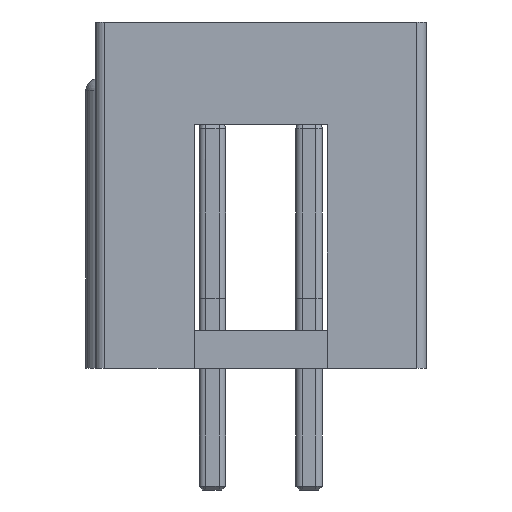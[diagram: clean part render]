
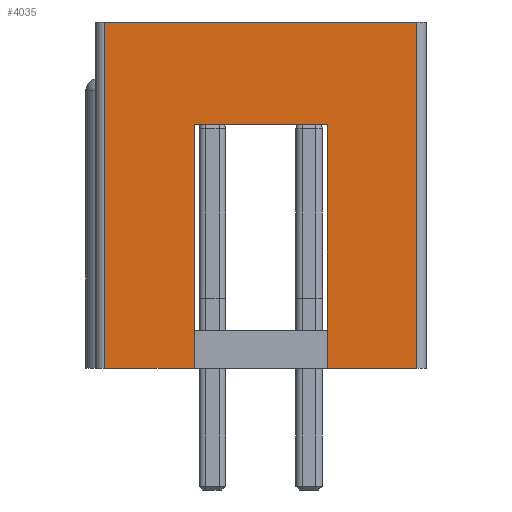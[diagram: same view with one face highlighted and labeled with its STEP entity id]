
A CAD part, left-side view. The second image highlights one B-rep face of the part: STEP entity #4035.
In plain terms, the highlighted planar face has unit normal (-1, 0, 0).
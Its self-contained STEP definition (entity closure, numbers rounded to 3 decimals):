
#69 = PLANE('',#70);
#70 = AXIS2_PLACEMENT_3D('',#71,#72,#73);
#71 = CARTESIAN_POINT('',(0.,0.,0.));
#72 = DIRECTION('',(0.,0.,1.));
#73 = DIRECTION('',(1.,0.,-0.));
#122 = VERTEX_POINT('',#123);
#123 = CARTESIAN_POINT('',(-11.61,4.1,0.));
#138 = CYLINDRICAL_SURFACE('',#139,0.25);
#139 = AXIS2_PLACEMENT_3D('',#140,#141,#142);
#140 = CARTESIAN_POINT('',(-11.36,4.1,0.));
#141 = DIRECTION('',(0.,0.,1.));
#142 = DIRECTION('',(-0.,1.,0.));
#150 = EDGE_CURVE('',#122,#151,#153,.T.);
#151 = VERTEX_POINT('',#152);
#152 = CARTESIAN_POINT('',(-11.61,1.75,0.));
#153 = SURFACE_CURVE('',#154,(#158,#165),.PCURVE_S1.);
#154 = LINE('',#155,#156);
#155 = CARTESIAN_POINT('',(-11.61,4.35,0.));
#156 = VECTOR('',#157,1.);
#157 = DIRECTION('',(0.,-1.,0.));
#158 = PCURVE('',#69,#159);
#159 = DEFINITIONAL_REPRESENTATION('',(#160),#164);
#160 = LINE('',#161,#162);
#161 = CARTESIAN_POINT('',(-11.61,4.35));
#162 = VECTOR('',#163,1.);
#163 = DIRECTION('',(0.,-1.));
#164 = ( GEOMETRIC_REPRESENTATION_CONTEXT(2) 
PARAMETRIC_REPRESENTATION_CONTEXT() REPRESENTATION_CONTEXT('2D SPACE',''
  ) );
#165 = PCURVE('',#166,#171);
#166 = PLANE('',#167);
#167 = AXIS2_PLACEMENT_3D('',#168,#169,#170);
#168 = CARTESIAN_POINT('',(-11.61,4.35,0.));
#169 = DIRECTION('',(1.,0.,-0.));
#170 = DIRECTION('',(0.,-1.,0.));
#171 = DEFINITIONAL_REPRESENTATION('',(#172),#176);
#172 = LINE('',#173,#174);
#173 = CARTESIAN_POINT('',(0.,0.));
#174 = VECTOR('',#175,1.);
#175 = DIRECTION('',(1.,0.));
#176 = ( GEOMETRIC_REPRESENTATION_CONTEXT(2) 
PARAMETRIC_REPRESENTATION_CONTEXT() REPRESENTATION_CONTEXT('2D SPACE',''
  ) );
#194 = PLANE('',#195);
#195 = AXIS2_PLACEMENT_3D('',#196,#197,#198);
#196 = CARTESIAN_POINT('',(-10.61,1.75,0.));
#197 = DIRECTION('',(0.,-1.,0.));
#198 = DIRECTION('',(-1.,0.,0.));
#235 = VERTEX_POINT('',#236);
#236 = CARTESIAN_POINT('',(-11.61,-1.75,0.));
#250 = PLANE('',#251);
#251 = AXIS2_PLACEMENT_3D('',#252,#253,#254);
#252 = CARTESIAN_POINT('',(-11.61,-1.75,0.));
#253 = DIRECTION('',(0.,1.,0.));
#254 = DIRECTION('',(1.,0.,0.));
#262 = EDGE_CURVE('',#235,#263,#265,.T.);
#263 = VERTEX_POINT('',#264);
#264 = CARTESIAN_POINT('',(-11.61,-4.1,0.));
#265 = SURFACE_CURVE('',#266,(#270,#277),.PCURVE_S1.);
#266 = LINE('',#267,#268);
#267 = CARTESIAN_POINT('',(-11.61,4.35,0.));
#268 = VECTOR('',#269,1.);
#269 = DIRECTION('',(0.,-1.,0.));
#270 = PCURVE('',#69,#271);
#271 = DEFINITIONAL_REPRESENTATION('',(#272),#276);
#272 = LINE('',#273,#274);
#273 = CARTESIAN_POINT('',(-11.61,4.35));
#274 = VECTOR('',#275,1.);
#275 = DIRECTION('',(0.,-1.));
#276 = ( GEOMETRIC_REPRESENTATION_CONTEXT(2) 
PARAMETRIC_REPRESENTATION_CONTEXT() REPRESENTATION_CONTEXT('2D SPACE',''
  ) );
#277 = PCURVE('',#166,#278);
#278 = DEFINITIONAL_REPRESENTATION('',(#279),#283);
#279 = LINE('',#280,#281);
#280 = CARTESIAN_POINT('',(0.,0.));
#281 = VECTOR('',#282,1.);
#282 = DIRECTION('',(1.,0.));
#283 = ( GEOMETRIC_REPRESENTATION_CONTEXT(2) 
PARAMETRIC_REPRESENTATION_CONTEXT() REPRESENTATION_CONTEXT('2D SPACE',''
  ) );
#306 = CYLINDRICAL_SURFACE('',#307,0.25);
#307 = AXIS2_PLACEMENT_3D('',#308,#309,#310);
#308 = CARTESIAN_POINT('',(-11.36,-4.1,0.));
#309 = DIRECTION('',(0.,0.,1.));
#310 = DIRECTION('',(0.,-1.,0.));
#3399 = PLANE('',#3400);
#3400 = AXIS2_PLACEMENT_3D('',#3401,#3402,#3403);
#3401 = CARTESIAN_POINT('',(0.,0.,9.1));
#3402 = DIRECTION('',(0.,0.,1.));
#3403 = DIRECTION('',(1.,0.,-0.));
#3990 = EDGE_CURVE('',#122,#3991,#3993,.T.);
#3991 = VERTEX_POINT('',#3992);
#3992 = CARTESIAN_POINT('',(-11.61,4.1,9.1));
#3993 = SURFACE_CURVE('',#3994,(#3998,#4005),.PCURVE_S1.);
#3994 = LINE('',#3995,#3996);
#3995 = CARTESIAN_POINT('',(-11.61,4.1,0.));
#3996 = VECTOR('',#3997,1.);
#3997 = DIRECTION('',(0.,0.,1.));
#3998 = PCURVE('',#138,#3999);
#3999 = DEFINITIONAL_REPRESENTATION('',(#4000),#4004);
#4000 = LINE('',#4001,#4002);
#4001 = CARTESIAN_POINT('',(1.571,0.));
#4002 = VECTOR('',#4003,1.);
#4003 = DIRECTION('',(0.,1.));
#4004 = ( GEOMETRIC_REPRESENTATION_CONTEXT(2) 
PARAMETRIC_REPRESENTATION_CONTEXT() REPRESENTATION_CONTEXT('2D SPACE',''
  ) );
#4005 = PCURVE('',#166,#4006);
#4006 = DEFINITIONAL_REPRESENTATION('',(#4007),#4011);
#4007 = LINE('',#4008,#4009);
#4008 = CARTESIAN_POINT('',(0.25,0.));
#4009 = VECTOR('',#4010,1.);
#4010 = DIRECTION('',(0.,-1.));
#4011 = ( GEOMETRIC_REPRESENTATION_CONTEXT(2) 
PARAMETRIC_REPRESENTATION_CONTEXT() REPRESENTATION_CONTEXT('2D SPACE',''
  ) );
#4035 = ADVANCED_FACE('',(#4036),#166,.F.);
#4036 = FACE_BOUND('',#4037,.F.);
#4037 = EDGE_LOOP('',(#4038,#4039,#4040,#4063,#4084,#4085,#4108,#4136));
#4038 = ORIENTED_EDGE('',*,*,#150,.F.);
#4039 = ORIENTED_EDGE('',*,*,#3990,.T.);
#4040 = ORIENTED_EDGE('',*,*,#4041,.T.);
#4041 = EDGE_CURVE('',#3991,#4042,#4044,.T.);
#4042 = VERTEX_POINT('',#4043);
#4043 = CARTESIAN_POINT('',(-11.61,-4.1,9.1));
#4044 = SURFACE_CURVE('',#4045,(#4049,#4056),.PCURVE_S1.);
#4045 = LINE('',#4046,#4047);
#4046 = CARTESIAN_POINT('',(-11.61,4.35,9.1));
#4047 = VECTOR('',#4048,1.);
#4048 = DIRECTION('',(0.,-1.,0.));
#4049 = PCURVE('',#166,#4050);
#4050 = DEFINITIONAL_REPRESENTATION('',(#4051),#4055);
#4051 = LINE('',#4052,#4053);
#4052 = CARTESIAN_POINT('',(0.,-9.1));
#4053 = VECTOR('',#4054,1.);
#4054 = DIRECTION('',(1.,0.));
#4055 = ( GEOMETRIC_REPRESENTATION_CONTEXT(2) 
PARAMETRIC_REPRESENTATION_CONTEXT() REPRESENTATION_CONTEXT('2D SPACE',''
  ) );
#4056 = PCURVE('',#3399,#4057);
#4057 = DEFINITIONAL_REPRESENTATION('',(#4058),#4062);
#4058 = LINE('',#4059,#4060);
#4059 = CARTESIAN_POINT('',(-11.61,4.35));
#4060 = VECTOR('',#4061,1.);
#4061 = DIRECTION('',(0.,-1.));
#4062 = ( GEOMETRIC_REPRESENTATION_CONTEXT(2) 
PARAMETRIC_REPRESENTATION_CONTEXT() REPRESENTATION_CONTEXT('2D SPACE',''
  ) );
#4063 = ORIENTED_EDGE('',*,*,#4064,.F.);
#4064 = EDGE_CURVE('',#263,#4042,#4065,.T.);
#4065 = SURFACE_CURVE('',#4066,(#4070,#4077),.PCURVE_S1.);
#4066 = LINE('',#4067,#4068);
#4067 = CARTESIAN_POINT('',(-11.61,-4.1,0.));
#4068 = VECTOR('',#4069,1.);
#4069 = DIRECTION('',(0.,0.,1.));
#4070 = PCURVE('',#166,#4071);
#4071 = DEFINITIONAL_REPRESENTATION('',(#4072),#4076);
#4072 = LINE('',#4073,#4074);
#4073 = CARTESIAN_POINT('',(8.45,0.));
#4074 = VECTOR('',#4075,1.);
#4075 = DIRECTION('',(0.,-1.));
#4076 = ( GEOMETRIC_REPRESENTATION_CONTEXT(2) 
PARAMETRIC_REPRESENTATION_CONTEXT() REPRESENTATION_CONTEXT('2D SPACE',''
  ) );
#4077 = PCURVE('',#306,#4078);
#4078 = DEFINITIONAL_REPRESENTATION('',(#4079),#4083);
#4079 = LINE('',#4080,#4081);
#4080 = CARTESIAN_POINT('',(-1.571,0.));
#4081 = VECTOR('',#4082,1.);
#4082 = DIRECTION('',(-0.,1.));
#4083 = ( GEOMETRIC_REPRESENTATION_CONTEXT(2) 
PARAMETRIC_REPRESENTATION_CONTEXT() REPRESENTATION_CONTEXT('2D SPACE',''
  ) );
#4084 = ORIENTED_EDGE('',*,*,#262,.F.);
#4085 = ORIENTED_EDGE('',*,*,#4086,.T.);
#4086 = EDGE_CURVE('',#235,#4087,#4089,.T.);
#4087 = VERTEX_POINT('',#4088);
#4088 = CARTESIAN_POINT('',(-11.61,-1.75,6.4));
#4089 = SURFACE_CURVE('',#4090,(#4094,#4101),.PCURVE_S1.);
#4090 = LINE('',#4091,#4092);
#4091 = CARTESIAN_POINT('',(-11.61,-1.75,0.));
#4092 = VECTOR('',#4093,1.);
#4093 = DIRECTION('',(0.,0.,1.));
#4094 = PCURVE('',#166,#4095);
#4095 = DEFINITIONAL_REPRESENTATION('',(#4096),#4100);
#4096 = LINE('',#4097,#4098);
#4097 = CARTESIAN_POINT('',(6.1,0.));
#4098 = VECTOR('',#4099,1.);
#4099 = DIRECTION('',(0.,-1.));
#4100 = ( GEOMETRIC_REPRESENTATION_CONTEXT(2) 
PARAMETRIC_REPRESENTATION_CONTEXT() REPRESENTATION_CONTEXT('2D SPACE',''
  ) );
#4101 = PCURVE('',#250,#4102);
#4102 = DEFINITIONAL_REPRESENTATION('',(#4103),#4107);
#4103 = LINE('',#4104,#4105);
#4104 = CARTESIAN_POINT('',(0.,0.));
#4105 = VECTOR('',#4106,1.);
#4106 = DIRECTION('',(0.,-1.));
#4107 = ( GEOMETRIC_REPRESENTATION_CONTEXT(2) 
PARAMETRIC_REPRESENTATION_CONTEXT() REPRESENTATION_CONTEXT('2D SPACE',''
  ) );
#4108 = ORIENTED_EDGE('',*,*,#4109,.F.);
#4109 = EDGE_CURVE('',#4110,#4087,#4112,.T.);
#4110 = VERTEX_POINT('',#4111);
#4111 = CARTESIAN_POINT('',(-11.61,1.75,6.4));
#4112 = SURFACE_CURVE('',#4113,(#4117,#4124),.PCURVE_S1.);
#4113 = LINE('',#4114,#4115);
#4114 = CARTESIAN_POINT('',(-11.61,1.75,6.4));
#4115 = VECTOR('',#4116,1.);
#4116 = DIRECTION('',(0.,-1.,0.));
#4117 = PCURVE('',#166,#4118);
#4118 = DEFINITIONAL_REPRESENTATION('',(#4119),#4123);
#4119 = LINE('',#4120,#4121);
#4120 = CARTESIAN_POINT('',(2.6,-6.4));
#4121 = VECTOR('',#4122,1.);
#4122 = DIRECTION('',(1.,0.));
#4123 = ( GEOMETRIC_REPRESENTATION_CONTEXT(2) 
PARAMETRIC_REPRESENTATION_CONTEXT() REPRESENTATION_CONTEXT('2D SPACE',''
  ) );
#4124 = PCURVE('',#4125,#4130);
#4125 = PLANE('',#4126);
#4126 = AXIS2_PLACEMENT_3D('',#4127,#4128,#4129);
#4127 = CARTESIAN_POINT('',(-11.11,0.,6.4));
#4128 = DIRECTION('',(0.,0.,1.));
#4129 = DIRECTION('',(1.,0.,-0.));
#4130 = DEFINITIONAL_REPRESENTATION('',(#4131),#4135);
#4131 = LINE('',#4132,#4133);
#4132 = CARTESIAN_POINT('',(-0.5,1.75));
#4133 = VECTOR('',#4134,1.);
#4134 = DIRECTION('',(0.,-1.));
#4135 = ( GEOMETRIC_REPRESENTATION_CONTEXT(2) 
PARAMETRIC_REPRESENTATION_CONTEXT() REPRESENTATION_CONTEXT('2D SPACE',''
  ) );
#4136 = ORIENTED_EDGE('',*,*,#4137,.F.);
#4137 = EDGE_CURVE('',#151,#4110,#4138,.T.);
#4138 = SURFACE_CURVE('',#4139,(#4143,#4150),.PCURVE_S1.);
#4139 = LINE('',#4140,#4141);
#4140 = CARTESIAN_POINT('',(-11.61,1.75,0.));
#4141 = VECTOR('',#4142,1.);
#4142 = DIRECTION('',(0.,0.,1.));
#4143 = PCURVE('',#166,#4144);
#4144 = DEFINITIONAL_REPRESENTATION('',(#4145),#4149);
#4145 = LINE('',#4146,#4147);
#4146 = CARTESIAN_POINT('',(2.6,0.));
#4147 = VECTOR('',#4148,1.);
#4148 = DIRECTION('',(0.,-1.));
#4149 = ( GEOMETRIC_REPRESENTATION_CONTEXT(2) 
PARAMETRIC_REPRESENTATION_CONTEXT() REPRESENTATION_CONTEXT('2D SPACE',''
  ) );
#4150 = PCURVE('',#194,#4151);
#4151 = DEFINITIONAL_REPRESENTATION('',(#4152),#4156);
#4152 = LINE('',#4153,#4154);
#4153 = CARTESIAN_POINT('',(1.,0.));
#4154 = VECTOR('',#4155,1.);
#4155 = DIRECTION('',(0.,-1.));
#4156 = ( GEOMETRIC_REPRESENTATION_CONTEXT(2) 
PARAMETRIC_REPRESENTATION_CONTEXT() REPRESENTATION_CONTEXT('2D SPACE',''
  ) );
